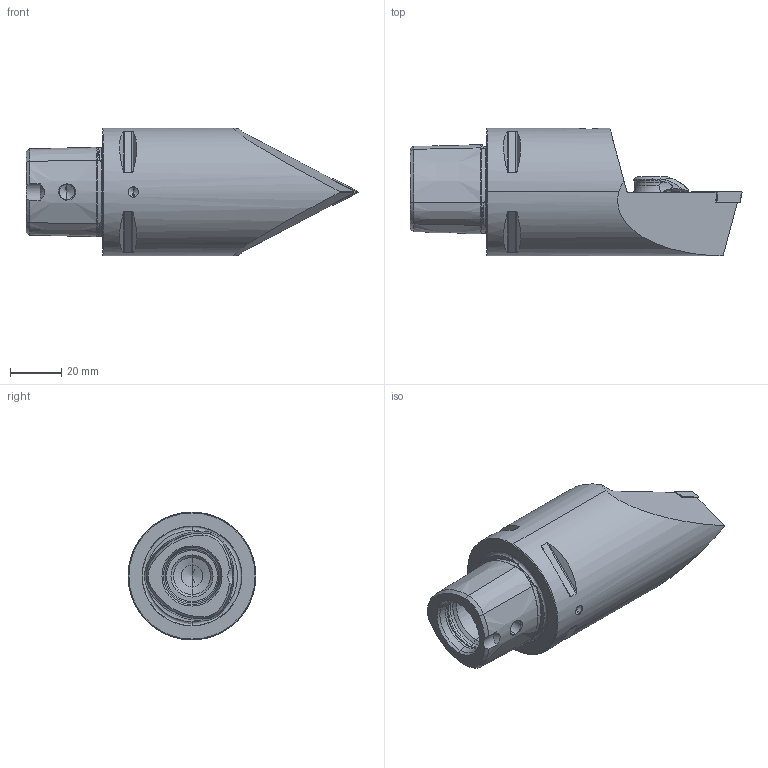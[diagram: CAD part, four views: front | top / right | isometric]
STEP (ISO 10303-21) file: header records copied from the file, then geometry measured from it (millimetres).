
FILE_DESCRIPTION (( 'STEP AP214' ), '1' );
FILE_NAME ('PS5.KDB.NNA.100-HP.STEP', '2024-04-15T14:12:32', ( '' ), ( '' ), 'SwSTEP 2.0', 'SolidWorks 2022', '' );
FILE_SCHEMA (( 'AUTOMOTIVE_DESIGN' ));
Length unit declared in the file: millimetre
Products named in the file (11): DIN 3771 - 6.5x1.5; PS5.KDB.NNA.100-HP; ISO 8752 2x8; PS5-KDB.NNA.100-HP_A; DCMT11T304; DIN 3771 - 13x1; CHP-PCX.000.022_B; CHP-PCX.000.022_Düse; DIN 7991 - M5x18; WCB-ER2.001.009_A; CHP-ER1.008.014_A
Assembly tree (10 placements, depth 3):
  PS5.KDB.NNA.100-HP
    PS5-KDB.NNA.100-HP_A
    WCB-ER2.001.009_A
    DCMT11T304
    CHP-PCX.000.022_Düse
      CHP-PCX.000.022_B
      DIN 3771 - 13x1
      DIN 3771 - 6.5x1.5
      DIN 7991 - M5x18
    CHP-ER1.008.014_A
    ISO 8752 2x8
Bounding box: 130.01 x 50 x 50 mm (x, y, z)
Volume: 138320.5 mm3; surface area: 26610.6 mm2
Topology: 9 solids, 9 shells, 471 faces, 1149 edges, 686 vertices
Faces by surface type: cylinder 130, cone 122, plane 100, torus 63, bspline 54, sphere 2
Entity records: 17956 total; most frequent: CARTESIAN_POINT 7058, ORIENTED_EDGE 2250, DIRECTION 2064, EDGE_CURVE 1125, AXIS2_PLACEMENT_3D 842, VERTEX_POINT 686, EDGE_LOOP 503, ADVANCED_FACE 471
